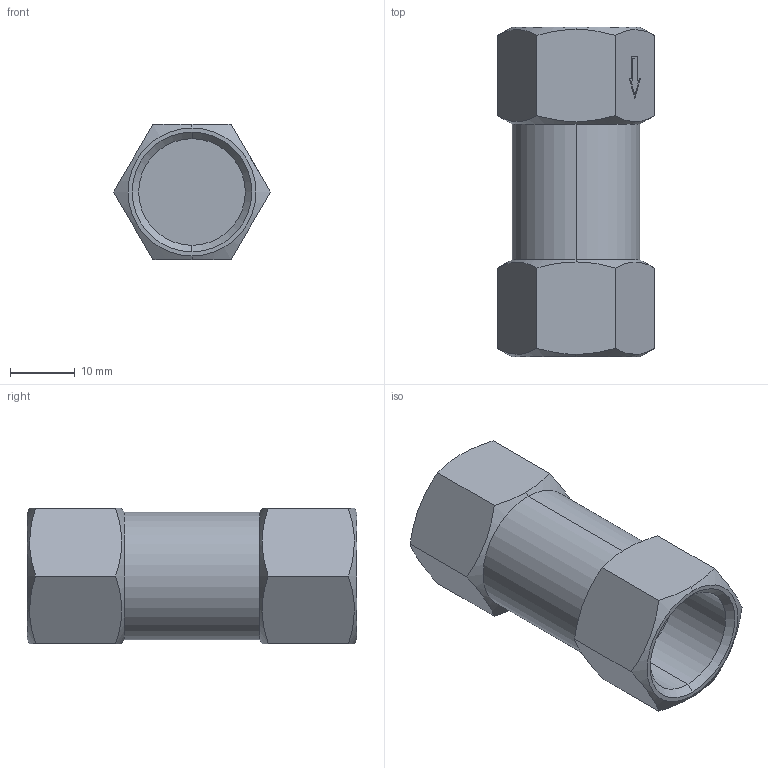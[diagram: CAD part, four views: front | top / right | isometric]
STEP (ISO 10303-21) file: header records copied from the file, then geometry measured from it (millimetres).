
FILE_DESCRIPTION (( 'STEP AP203' ), '1' );
FILE_NAME ('X4130003.STEP', '2010-10-27T12:20:56', ( 'Flavio' ), ( '' ), 'SwSTEP 2.0', 'SolidWorks 2009', '' );
FILE_SCHEMA (( 'CONFIG_CONTROL_DESIGN' ));
Length unit declared in the file: millimetre
Products named in the file (1): X4130003
Bounding box: 24.25 x 51 x 21 mm (x, y, z)
Volume: 13001.3 mm3; surface area: 5385.2 mm2
Topology: 1 solids, 1 shells, 51 faces, 126 edges, 82 vertices
Faces by surface type: plane 33, cone 12, cylinder 6
Entity records: 1779 total; most frequent: CARTESIAN_POINT 532, ORIENTED_EDGE 252, DIRECTION 220, EDGE_CURVE 126, VERTEX_POINT 82, AXIS2_PLACEMENT_3D 74, VECTOR 72, LINE 72
